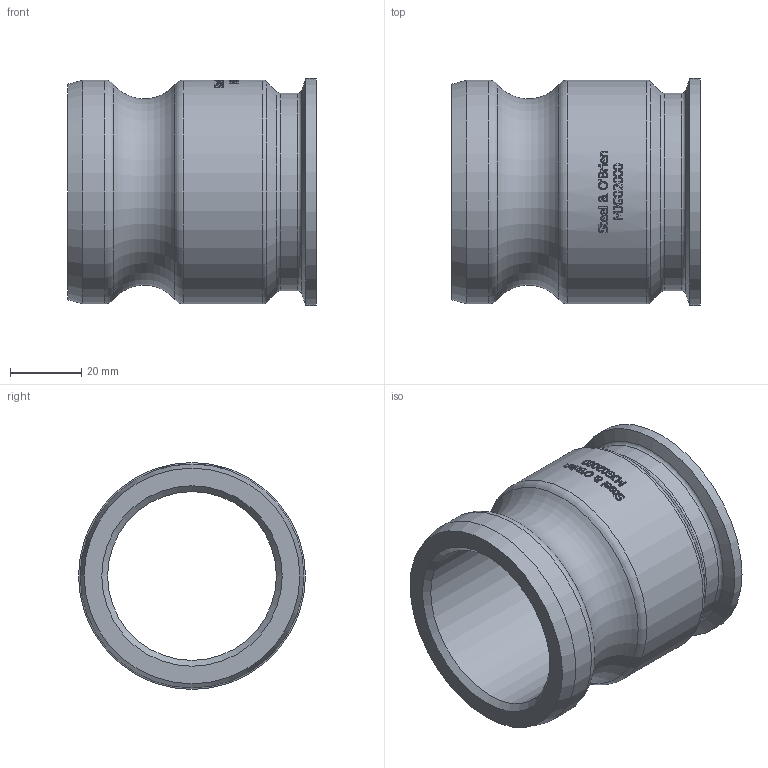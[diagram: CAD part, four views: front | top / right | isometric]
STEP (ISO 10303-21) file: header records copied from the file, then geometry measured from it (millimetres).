
FILE_DESCRIPTION(/* description */ (''),/* implementation_level */ '2;1');
FILE_NAME(/* name */ 'MJG02000.stp',/* time_stamp */ '2022-01-27T15:09:01-05:00',/* author */ ('rick'),/* organization */ (''),/* preprocessor_version */ 'ST-DEVELOPER v18.1',/* originating_system */ 'Autodesk Inventor 2020',/* authorisation */ '');
FILE_SCHEMA (('AUTOMOTIVE_DESIGN { 1 0 10303 214 3 1 1 }'));
Length unit declared in the file: inch
Products named in the file (1): MJG02000
Bounding box: 69.85 x 63.91 x 63.91 mm (x, y, z)
Volume: 73554.7 mm3; surface area: 27691.8 mm2
Topology: 1 solids, 1 shells, 367 faces, 1008 edges, 678 vertices
Faces by surface type: bspline 197, plane 116, cylinder 39, torus 9, cone 6
Full cylindrical faces by diameter (mm): 47.498 x1, 55.677 x1, 62.967 x2, 63.906 x1
Entity records: 16241 total; most frequent: CARTESIAN_POINT 7977, ORIENTED_EDGE 2016, DIRECTION 1149, EDGE_CURVE 1008, VERTEX_POINT 678, LINE 421, VECTOR 421, EDGE_LOOP 404
